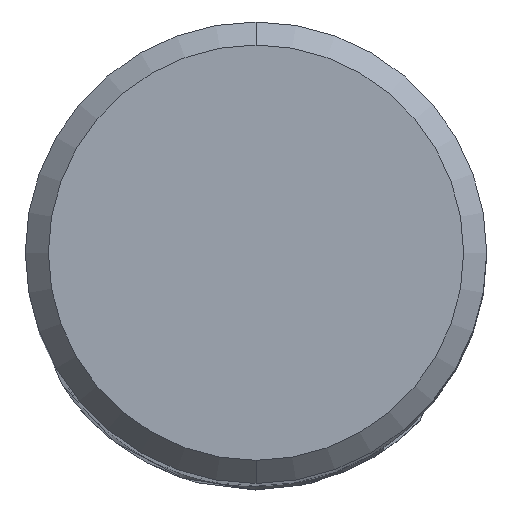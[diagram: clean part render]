
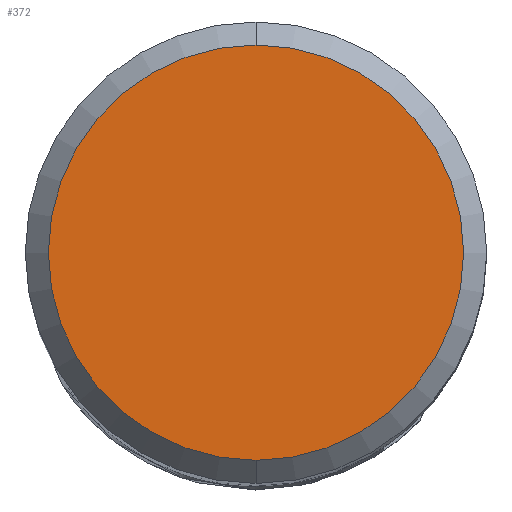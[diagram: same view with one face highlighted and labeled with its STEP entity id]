
A CAD part, top view. The second image highlights one B-rep face of the part: STEP entity #372.
In plain terms, the highlighted planar face has unit normal (0, 0, 1).
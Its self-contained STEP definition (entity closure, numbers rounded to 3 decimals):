
#372=ADVANCED_FACE('',(#1069),#1070,.T.);
#412=VERTEX_POINT('',#1113);
#804=EDGE_CURVE('',#808,#412,#1542,.T.);
#808=VERTEX_POINT('',#1546);
#874=EDGE_CURVE('',#412,#808,#1615,.T.);
#1069=FACE_OUTER_BOUND('',#1821,.T.);
#1070=PLANE('',#1822);
#1113=CARTESIAN_POINT('',(0.0,7.2,0.0));
#1542=CIRCLE('',#6279,7.2);
#1546=CARTESIAN_POINT('',(0.,-7.2,0.0));
#1615=CIRCLE('',#7020,7.2);
#1821=EDGE_LOOP('',(#8167,#8168));
#1822=AXIS2_PLACEMENT_3D('',#8169,#8170,#8171);
#6279=AXIS2_PLACEMENT_3D('',#8665,#8666,#8667);
#7020=AXIS2_PLACEMENT_3D('',#8716,#8717,#8718);
#8167=ORIENTED_EDGE('',*,*,#874,.F.);
#8168=ORIENTED_EDGE('',*,*,#804,.F.);
#8169=CARTESIAN_POINT('',(0.0,3.6,0.0));
#8170=DIRECTION('',(-0.0,0.0,1.0));
#8171=DIRECTION('',(0.0,-1.0,0.0));
#8665=CARTESIAN_POINT('',(0.0,0.0,0.0));
#8666=DIRECTION('',(0.0,0.0,-1.0));
#8667=DIRECTION('',(0.0,1.0,0.0));
#8716=CARTESIAN_POINT('',(0.0,0.0,0.0));
#8717=DIRECTION('',(0.0,0.0,-1.0));
#8718=DIRECTION('',(0.0,1.0,0.0));
